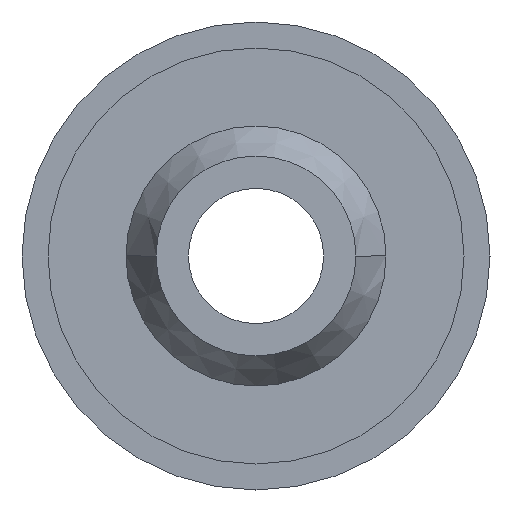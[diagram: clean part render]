
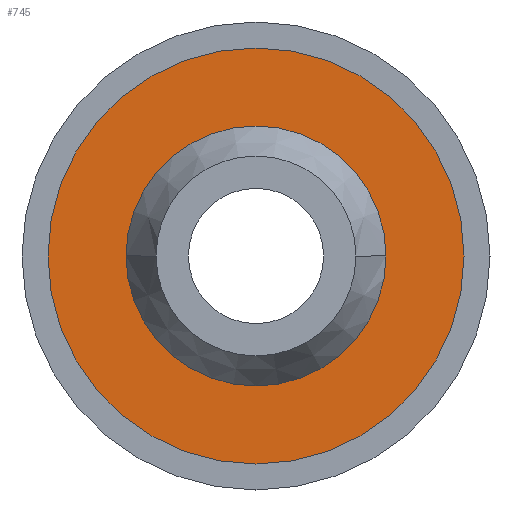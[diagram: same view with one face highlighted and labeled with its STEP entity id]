
A CAD part, front view. The second image highlights one B-rep face of the part: STEP entity #745.
In plain terms, the highlighted planar face has unit normal (0, -1, 0).
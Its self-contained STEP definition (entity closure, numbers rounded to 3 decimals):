
#51=CARTESIAN_POINT('',(4.,4.0,0.0));
#52=VERTEX_POINT('',#51);
#68=CARTESIAN_POINT('',(-4.,4.0,0.));
#69=VERTEX_POINT('',#68);
#76=CARTESIAN_POINT('',(0.0,4.0,0.0));
#77=DIRECTION('',(0.0,-1.0,0.0));
#78=DIRECTION('',(1.0,0.0,0.0));
#79=AXIS2_PLACEMENT_3D('',#76,#77,#78);
#80=CIRCLE('',#79,4.);
#81=EDGE_CURVE('',#52,#69,#80,.T.);
#291=CARTESIAN_POINT('',(2.5,4.0,0.0));
#292=VERTEX_POINT('',#291);
#301=CARTESIAN_POINT('',(-2.5,4.0,0.));
#302=VERTEX_POINT('',#301);
#303=CARTESIAN_POINT('',(0.0,4.0,0.0));
#304=DIRECTION('',(0.0,-1.0,0.0));
#305=DIRECTION('',(1.0,0.0,0.0));
#306=AXIS2_PLACEMENT_3D('',#303,#304,#305);
#307=CIRCLE('',#306,2.5);
#308=EDGE_CURVE('',#292,#302,#307,.T.);
#500=CARTESIAN_POINT('',(0.0,4.0,0.0));
#501=DIRECTION('',(0.0,-1.0,0.0));
#502=DIRECTION('',(1.0,0.0,0.0));
#503=AXIS2_PLACEMENT_3D('',#500,#501,#502);
#504=CIRCLE('',#503,2.5);
#505=EDGE_CURVE('',#302,#292,#504,.T.);
#720=CARTESIAN_POINT('',(0.0,4.0,0.0));
#721=DIRECTION('',(0.0,-1.0,0.0));
#722=DIRECTION('',(1.0,0.0,0.0));
#723=AXIS2_PLACEMENT_3D('',#720,#721,#722);
#724=CIRCLE('',#723,4.);
#725=EDGE_CURVE('',#69,#52,#724,.T.);
#732=CARTESIAN_POINT('',(3.25,4.0,0.0));
#733=DIRECTION('',(0.0,-1.0,0.0));
#734=DIRECTION('',(0.0,0.0,-1.0));
#735=AXIS2_PLACEMENT_3D('',#732,#733,#734);
#736=PLANE('',#735);
#737=ORIENTED_EDGE('',*,*,#81,.T.);
#738=ORIENTED_EDGE('',*,*,#725,.T.);
#739=EDGE_LOOP('',(#737,#738));
#740=FACE_OUTER_BOUND('',#739,.T.);
#741=ORIENTED_EDGE('',*,*,#308,.F.);
#742=ORIENTED_EDGE('',*,*,#505,.F.);
#743=EDGE_LOOP('',(#741,#742));
#744=FACE_BOUND('',#743,.T.);
#745=ADVANCED_FACE('',(#740,#744),#736,.T.);
